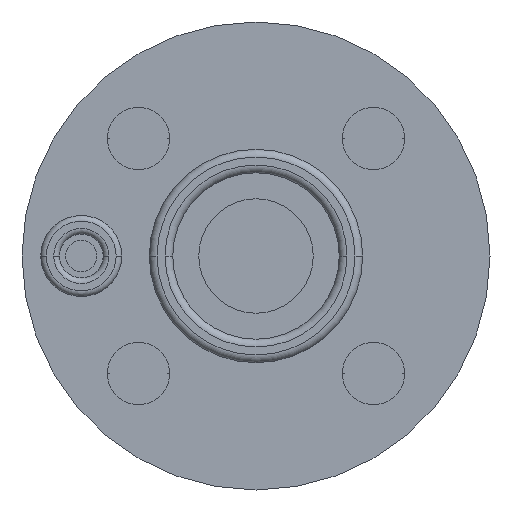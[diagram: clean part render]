
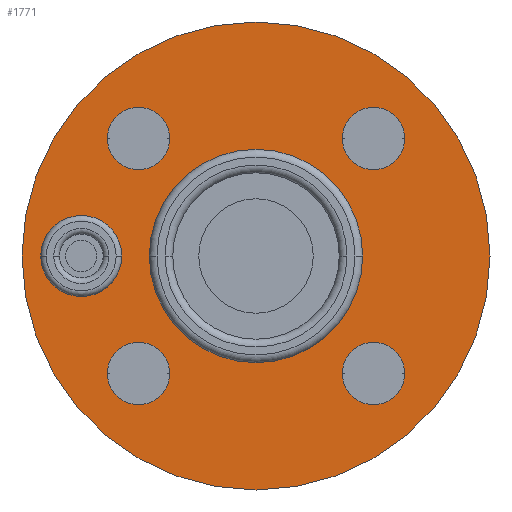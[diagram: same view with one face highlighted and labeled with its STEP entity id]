
A CAD part, front view. The second image highlights one B-rep face of the part: STEP entity #1771.
In plain terms, the highlighted planar face has unit normal (0, -1, 0).
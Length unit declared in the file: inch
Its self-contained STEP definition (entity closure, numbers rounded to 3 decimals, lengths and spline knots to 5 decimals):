
#226=CARTESIAN_POINT('',(0.44488,0.,0.44488));
#227=DIRECTION('',(0.,-1.,0.));
#228=DIRECTION('',(-1.,0.,0.));
#229=AXIS2_PLACEMENT_3D('',#226,#227,#228);
#234=CARTESIAN_POINT('',(0.44488,0.,0.44488));
#235=DIRECTION('',(0.,-1.,0.));
#236=DIRECTION('',(1.,0.,0.));
#237=AXIS2_PLACEMENT_3D('',#234,#235,#236);
#242=CARTESIAN_POINT('',(-0.44488,0.,0.44488));
#243=DIRECTION('',(0.,-1.,0.));
#244=DIRECTION('',(-1.,0.,0.));
#245=AXIS2_PLACEMENT_3D('',#242,#243,#244);
#250=CARTESIAN_POINT('',(-0.44488,0.,0.44488));
#251=DIRECTION('',(0.,-1.,0.));
#252=DIRECTION('',(1.,0.,0.));
#253=AXIS2_PLACEMENT_3D('',#250,#251,#252);
#258=CARTESIAN_POINT('',(0.44488,0.,-0.44488));
#259=DIRECTION('',(0.,-1.,0.));
#260=DIRECTION('',(-1.,0.,0.));
#261=AXIS2_PLACEMENT_3D('',#258,#259,#260);
#266=CARTESIAN_POINT('',(0.44488,0.,-0.44488));
#267=DIRECTION('',(0.,-1.,0.));
#268=DIRECTION('',(1.,0.,0.));
#269=AXIS2_PLACEMENT_3D('',#266,#267,#268);
#274=CARTESIAN_POINT('',(-0.44488,0.,-0.44488));
#275=DIRECTION('',(0.,-1.,0.));
#276=DIRECTION('',(-1.,0.,0.));
#277=AXIS2_PLACEMENT_3D('',#274,#275,#276);
#282=CARTESIAN_POINT('',(-0.44488,0.,-0.44488));
#283=DIRECTION('',(0.,-1.,0.));
#284=DIRECTION('',(1.,0.,0.));
#285=AXIS2_PLACEMENT_3D('',#282,#283,#284);
#306=CARTESIAN_POINT('',(-0.66142,0.,0.));
#307=DIRECTION('',(0.,1.,0.));
#308=DIRECTION('',(1.,0.,0.));
#309=AXIS2_PLACEMENT_3D('',#306,#307,#308);
#314=CARTESIAN_POINT('',(-0.66142,0.,0.));
#315=DIRECTION('',(0.,1.,0.));
#316=DIRECTION('',(-1.,0.,0.));
#317=AXIS2_PLACEMENT_3D('',#314,#315,#316);
#322=CARTESIAN_POINT('',(0.,0.,0.));
#323=DIRECTION('',(0.,1.,0.));
#324=DIRECTION('',(-1.,0.,0.));
#325=AXIS2_PLACEMENT_3D('',#322,#323,#324);
#330=CARTESIAN_POINT('',(0.,0.,0.));
#331=DIRECTION('',(0.,1.,0.));
#332=DIRECTION('',(1.,0.,0.));
#333=AXIS2_PLACEMENT_3D('',#330,#331,#332);
#354=CARTESIAN_POINT('',(0.,0.,0.));
#355=DIRECTION('',(0.,1.,0.));
#356=DIRECTION('',(1.,0.,0.));
#357=AXIS2_PLACEMENT_3D('',#354,#355,#356);
#369=CARTESIAN_POINT('',(0.,0.,0.));
#370=DIRECTION('',(0.,-1.,0.));
#371=DIRECTION('',(1.,0.,0.));
#372=AXIS2_PLACEMENT_3D('',#369,#370,#371);
#1460=CARTESIAN_POINT('',(0.88583,0.,0.));
#1462=VERTEX_POINT('',#1460);
#1488=CARTESIAN_POINT('',(-0.88583,0.,0.));
#1490=VERTEX_POINT('',#1488);
#1530=CARTESIAN_POINT('',(0.32677,0.,0.44488));
#1531=CARTESIAN_POINT('',(0.56299,0.,0.44488));
#1532=VERTEX_POINT('',#1530);
#1533=VERTEX_POINT('',#1531);
#1544=CARTESIAN_POINT('',(-0.56299,0.,0.44488));
#1545=VERTEX_POINT('',#1544);
#1546=CARTESIAN_POINT('',(-0.32677,0.,0.44488));
#1547=VERTEX_POINT('',#1546);
#1558=CARTESIAN_POINT('',(0.32677,0.,-0.44488));
#1559=VERTEX_POINT('',#1558);
#1560=CARTESIAN_POINT('',(0.56299,0.,-0.44488));
#1561=VERTEX_POINT('',#1560);
#1572=CARTESIAN_POINT('',(-0.56299,0.,-0.44488));
#1573=VERTEX_POINT('',#1572);
#1574=CARTESIAN_POINT('',(-0.32677,0.,-0.44488));
#1575=VERTEX_POINT('',#1574);
#1588=CARTESIAN_POINT('',(-0.52953,0.,0.));
#1589=CARTESIAN_POINT('',(-0.79331,0.,0.));
#1590=VERTEX_POINT('',#1588);
#1591=VERTEX_POINT('',#1589);
#1632=CARTESIAN_POINT('',(-0.37446,0.,0.));
#1633=CARTESIAN_POINT('',(0.37446,0.,0.));
#1634=VERTEX_POINT('',#1632);
#1635=VERTEX_POINT('',#1633);
#1724=CARTESIAN_POINT('',(0.,0.,0.));
#1725=DIRECTION('',(0.,1.,0.));
#1726=DIRECTION('',(1.,0.,0.));
#1727=AXIS2_PLACEMENT_3D('',#1724,#1725,#1726);
#1728=PLANE('',#1727);
#1730=ORIENTED_EDGE('',*,*,#1729,.T.);
#1732=ORIENTED_EDGE('',*,*,#1731,.F.);
#1733=EDGE_LOOP('',(#1730,#1732));
#1734=FACE_OUTER_BOUND('',#1733,.F.);
#1736=ORIENTED_EDGE('',*,*,#1735,.T.);
#1738=ORIENTED_EDGE('',*,*,#1737,.T.);
#1739=EDGE_LOOP('',(#1736,#1738));
#1740=FACE_BOUND('',#1739,.F.);
#1742=ORIENTED_EDGE('',*,*,#1741,.T.);
#1744=ORIENTED_EDGE('',*,*,#1743,.T.);
#1745=EDGE_LOOP('',(#1742,#1744));
#1746=FACE_BOUND('',#1745,.F.);
#1748=ORIENTED_EDGE('',*,*,#1747,.T.);
#1750=ORIENTED_EDGE('',*,*,#1749,.T.);
#1751=EDGE_LOOP('',(#1748,#1750));
#1752=FACE_BOUND('',#1751,.F.);
#1754=ORIENTED_EDGE('',*,*,#1753,.T.);
#1756=ORIENTED_EDGE('',*,*,#1755,.T.);
#1757=EDGE_LOOP('',(#1754,#1756));
#1758=FACE_BOUND('',#1757,.F.);
#1760=ORIENTED_EDGE('',*,*,#1759,.F.);
#1762=ORIENTED_EDGE('',*,*,#1761,.F.);
#1763=EDGE_LOOP('',(#1760,#1762));
#1764=FACE_BOUND('',#1763,.F.);
#1766=ORIENTED_EDGE('',*,*,#1765,.F.);
#1768=ORIENTED_EDGE('',*,*,#1767,.F.);
#1769=EDGE_LOOP('',(#1766,#1768));
#1770=FACE_BOUND('',#1769,.F.);
#230=CIRCLE('',#229,0.11811);
#238=CIRCLE('',#237,0.11811);
#246=CIRCLE('',#245,0.11811);
#254=CIRCLE('',#253,0.11811);
#262=CIRCLE('',#261,0.11811);
#270=CIRCLE('',#269,0.11811);
#278=CIRCLE('',#277,0.11811);
#286=CIRCLE('',#285,0.11811);
#310=CIRCLE('',#309,0.13189);
#318=CIRCLE('',#317,0.13189);
#326=CIRCLE('',#325,0.37446);
#334=CIRCLE('',#333,0.37446);
#358=CIRCLE('',#357,0.88583);
#373=CIRCLE('',#372,0.88583);
#1729=EDGE_CURVE('',#1462,#1490,#358,.T.);
#1731=EDGE_CURVE('',#1462,#1490,#373,.T.);
#1735=EDGE_CURVE('',#1532,#1533,#230,.T.);
#1737=EDGE_CURVE('',#1533,#1532,#238,.T.);
#1741=EDGE_CURVE('',#1545,#1547,#246,.T.);
#1743=EDGE_CURVE('',#1547,#1545,#254,.T.);
#1747=EDGE_CURVE('',#1559,#1561,#262,.T.);
#1749=EDGE_CURVE('',#1561,#1559,#270,.T.);
#1753=EDGE_CURVE('',#1573,#1575,#278,.T.);
#1755=EDGE_CURVE('',#1575,#1573,#286,.T.);
#1759=EDGE_CURVE('',#1590,#1591,#310,.T.);
#1761=EDGE_CURVE('',#1591,#1590,#318,.T.);
#1765=EDGE_CURVE('',#1634,#1635,#326,.T.);
#1767=EDGE_CURVE('',#1635,#1634,#334,.T.);
#1771=ADVANCED_FACE('',(#1734,#1740,#1746,#1752,#1758,#1764,#1770),#1728,.F.);
